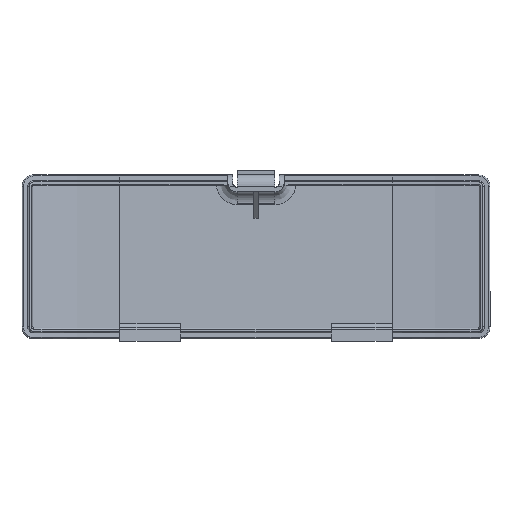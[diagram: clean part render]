
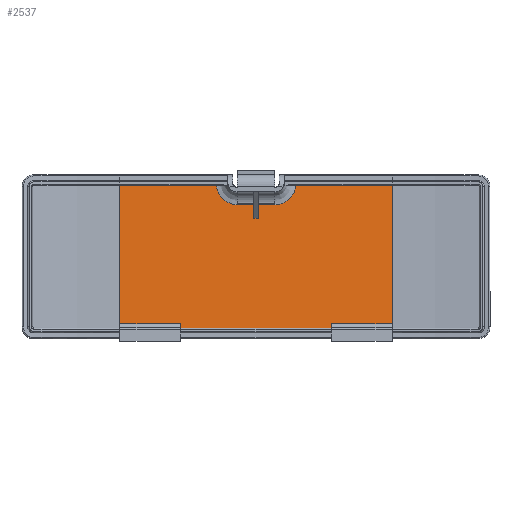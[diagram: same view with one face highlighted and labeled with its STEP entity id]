
A CAD part, top view. The second image highlights one B-rep face of the part: STEP entity #2537.
In plain terms, the highlighted planar face has unit normal (0, 0.088, 0.996).
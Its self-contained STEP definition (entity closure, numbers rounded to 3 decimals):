
#26 = DIRECTION ( 'NONE',  ( 0., -0.996, 0.089 ) ) ;
#40 = VERTEX_POINT ( 'NONE', #3084 ) ;
#186 = DIRECTION ( 'NONE',  ( 0., 0.996, -0.089 ) ) ;
#244 = CARTESIAN_POINT ( 'NONE',  ( -32.218, 82.302, -83.4 ) ) ;
#256 = ORIENTED_EDGE ( 'NONE', *, *, #1290, .F. ) ;
#267 = ORIENTED_EDGE ( 'NONE', *, *, #4479, .T. ) ;
#301 = VECTOR ( 'NONE', #2179, 1000. ) ;
#317 = ORIENTED_EDGE ( 'NONE', *, *, #1410, .T. ) ;
#328 = CARTESIAN_POINT ( 'NONE',  ( 32.218, 82.302, -83.4 ) ) ;
#360 = VECTOR ( 'NONE', #3538, 1000. ) ;
#397 = CARTESIAN_POINT ( 'NONE',  ( -32.218, 84.294, -83.577 ) ) ;
#485 = EDGE_CURVE ( 'NONE', #1636, #1931, #5568, .T. ) ;
#512 = LINE ( 'NONE', #2653, #360 ) ;
#534 = CARTESIAN_POINT ( 'NONE',  ( -1., 135.063, -88.09 ) ) ;
#581 = VERTEX_POINT ( 'NONE', #3787 ) ;
#762 = CARTESIAN_POINT ( 'NONE',  ( 32.218, 84.294, -83.577 ) ) ;
#794 = VECTOR ( 'NONE', #1223, 1000. ) ;
#807 = CARTESIAN_POINT ( 'NONE',  ( -1., 129.2, -87.569 ) ) ;
#831 = ORIENTED_EDGE ( 'NONE', *, *, #5178, .T. ) ;
#871 = VERTEX_POINT ( 'NONE', #2721 ) ;
#1015 = VERTEX_POINT ( 'NONE', #3331 ) ;
#1029 = VERTEX_POINT ( 'NONE', #2853 ) ;
#1038 =( BOUNDED_CURVE ( )  B_SPLINE_CURVE ( 3, ( #3823, #5618, #2437, #1955 ),
 .UNSPECIFIED., .F., .F. ) 
 B_SPLINE_CURVE_WITH_KNOTS ( ( 4, 4 ),
 ( 0., 1.487 ),
 .UNSPECIFIED. ) 
 CURVE ( )  GEOMETRIC_REPRESENTATION_ITEM ( )  RATIONAL_B_SPLINE_CURVE ( ( 1., 0.824, 0.824, 1. ) ) 
 REPRESENTATION_ITEM ( '' )  );
#1220 = ORIENTED_EDGE ( 'NONE', *, *, #5703, .T. ) ;
#1223 = DIRECTION ( 'NONE',  ( 0., 0.996, -0.089 ) ) ;
#1242 = CARTESIAN_POINT ( 'NONE',  ( -1., 135.063, -88.09 ) ) ;
#1279 = EDGE_CURVE ( 'NONE', #3315, #1015, #2610, .T. ) ;
#1290 = EDGE_CURVE ( 'NONE', #5669, #1350, #2191, .T. ) ;
#1331 = DIRECTION ( 'NONE',  ( 0., -0.996, 0.089 ) ) ;
#1350 = VERTEX_POINT ( 'NONE', #3977 ) ;
#1410 = EDGE_CURVE ( 'NONE', #871, #40, #2967, .T. ) ;
#1423 = CARTESIAN_POINT ( 'NONE',  ( -58.218, 82.31, -83.401 ) ) ;
#1431 = ORIENTED_EDGE ( 'NONE', *, *, #3479, .F. ) ;
#1462 = ORIENTED_EDGE ( 'NONE', *, *, #1279, .F. ) ;
#1490 = VECTOR ( 'NONE', #3593, 1000. ) ;
#1578 = VECTOR ( 'NONE', #5464, 1000. ) ;
#1607 = VERTEX_POINT ( 'NONE', #4713 ) ;
#1636 = VERTEX_POINT ( 'NONE', #3831 ) ;
#1731 = EDGE_LOOP ( 'NONE', ( #2110, #4510, #4979, #5623, #4836, #256, #267, #1220, #831, #1462, #5788, #317, #3143, #4484, #1431, #3227 ) ) ;
#1793 = CARTESIAN_POINT ( 'NONE',  ( -58.218, 225.345, -96.115 ) ) ;
#1922 = CARTESIAN_POINT ( 'NONE',  ( 58.218, 143.31, -88.823 ) ) ;
#1931 = VERTEX_POINT ( 'NONE', #5759 ) ;
#1943 = VECTOR ( 'NONE', #3553, 1000. ) ;
#1955 = CARTESIAN_POINT ( 'NONE',  ( -16.968, 143.31, -88.823 ) ) ;
#1998 = VECTOR ( 'NONE', #2144, 1000. ) ;
#2033 = CARTESIAN_POINT ( 'NONE',  ( -8., 135.063, -88.09 ) ) ;
#2110 = ORIENTED_EDGE ( 'NONE', *, *, #2257, .F. ) ;
#2144 = DIRECTION ( 'NONE',  ( 1., 0., 0. ) ) ;
#2169 = AXIS2_PLACEMENT_3D ( 'NONE', #3001, #3960, #2515 ) ;
#2179 = DIRECTION ( 'NONE',  ( 1., 0., 0. ) ) ;
#2191 = LINE ( 'NONE', #3039, #301 ) ;
#2257 = EDGE_CURVE ( 'NONE', #1029, #1607, #4685, .T. ) ;
#2293 = EDGE_CURVE ( 'NONE', #5036, #4683, #4121, .T. ) ;
#2437 = CARTESIAN_POINT ( 'NONE',  ( -16.556, 138.399, -88.387 ) ) ;
#2470 = VECTOR ( 'NONE', #2715, 1000. ) ;
#2484 = EDGE_CURVE ( 'NONE', #1350, #581, #3038, .T. ) ;
#2515 = DIRECTION ( 'NONE',  ( 0., 0.996, -0.089 ) ) ;
#2536 = PLANE ( 'NONE',  #2169 ) ;
#2537 = ADVANCED_FACE ( 'NONE', ( #5181 ), #2536, .F. ) ;
#2610 = LINE ( 'NONE', #4897, #4276 ) ;
#2653 = CARTESIAN_POINT ( 'NONE',  ( -8., 135.063, -88.09 ) ) ;
#2715 = DIRECTION ( 'NONE',  ( 1., 0., 0. ) ) ;
#2721 = CARTESIAN_POINT ( 'NONE',  ( -58.218, 84.294, -83.577 ) ) ;
#2728 = CARTESIAN_POINT ( 'NONE',  ( 16.556, 138.399, -88.387 ) ) ;
#2853 = CARTESIAN_POINT ( 'NONE',  ( 58.218, 143.31, -88.823 ) ) ;
#2864 = LINE ( 'NONE', #4011, #1490 ) ;
#2882 = LINE ( 'NONE', #1793, #1578 ) ;
#2886 = VECTOR ( 'NONE', #1331, 1000. ) ;
#2967 = LINE ( 'NONE', #397, #2470 ) ;
#3001 = CARTESIAN_POINT ( 'NONE',  ( -500000., 3.9, -76.431 ) ) ;
#3038 = LINE ( 'NONE', #5239, #5766 ) ;
#3039 = CARTESIAN_POINT ( 'NONE',  ( -1., 129.2, -87.569 ) ) ;
#3070 = EDGE_CURVE ( 'NONE', #1636, #1029, #3099, .T. ) ;
#3084 = CARTESIAN_POINT ( 'NONE',  ( -32.218, 84.294, -83.577 ) ) ;
#3099 = LINE ( 'NONE', #1922, #3883 ) ;
#3143 = ORIENTED_EDGE ( 'NONE', *, *, #3718, .F. ) ;
#3215 = VERTEX_POINT ( 'NONE', #2033 ) ;
#3227 = ORIENTED_EDGE ( 'NONE', *, *, #5916, .T. ) ;
#3252 = CARTESIAN_POINT ( 'NONE',  ( 12.928, 135.063, -88.09 ) ) ;
#3315 = VERTEX_POINT ( 'NONE', #4347 ) ;
#3331 = CARTESIAN_POINT ( 'NONE',  ( -16.968, 143.31, -88.823 ) ) ;
#3453 = VECTOR ( 'NONE', #26, 1000. ) ;
#3479 = EDGE_CURVE ( 'NONE', #4361, #5036, #5757, .T. ) ;
#3538 = DIRECTION ( 'NONE',  ( -1., 0., 0. ) ) ;
#3553 = DIRECTION ( 'NONE',  ( 0., 0.996, -0.089 ) ) ;
#3593 = DIRECTION ( 'NONE',  ( -1., 0., 0. ) ) ;
#3718 = EDGE_CURVE ( 'NONE', #4683, #40, #5470, .T. ) ;
#3787 = CARTESIAN_POINT ( 'NONE',  ( 1., 135.063, -88.09 ) ) ;
#3823 = CARTESIAN_POINT ( 'NONE',  ( -8., 135.063, -88.09 ) ) ;
#3831 = CARTESIAN_POINT ( 'NONE',  ( 16.968, 143.31, -88.823 ) ) ;
#3883 = VECTOR ( 'NONE', #5597, 1000. ) ;
#3960 = DIRECTION ( 'NONE',  ( 0., -0.089, -0.996 ) ) ;
#3977 = CARTESIAN_POINT ( 'NONE',  ( 1., 129.2, -87.569 ) ) ;
#3980 = EDGE_CURVE ( 'NONE', #871, #3315, #2882, .T. ) ;
#4011 = CARTESIAN_POINT ( 'NONE',  ( -8., 135.063, -88.09 ) ) ;
#4014 = EDGE_CURVE ( 'NONE', #1931, #581, #512, .T. ) ;
#4016 = DIRECTION ( 'NONE',  ( 1., 0., 0. ) ) ;
#4121 = LINE ( 'NONE', #1423, #5254 ) ;
#4237 = DIRECTION ( 'NONE',  ( -1., 0., 0. ) ) ;
#4276 = VECTOR ( 'NONE', #4016, 1000. ) ;
#4347 = CARTESIAN_POINT ( 'NONE',  ( -58.218, 143.31, -88.823 ) ) ;
#4361 = VERTEX_POINT ( 'NONE', #762 ) ;
#4434 = CARTESIAN_POINT ( 'NONE',  ( 58.218, 84.294, -83.577 ) ) ;
#4463 = LINE ( 'NONE', #1242, #1943 ) ;
#4479 = EDGE_CURVE ( 'NONE', #5669, #5187, #4463, .T. ) ;
#4484 = ORIENTED_EDGE ( 'NONE', *, *, #2293, .F. ) ;
#4510 = ORIENTED_EDGE ( 'NONE', *, *, #3070, .F. ) ;
#4588 = LINE ( 'NONE', #4434, #1998 ) ;
#4683 = VERTEX_POINT ( 'NONE', #5696 ) ;
#4685 = LINE ( 'NONE', #4986, #2886 ) ;
#4713 = CARTESIAN_POINT ( 'NONE',  ( 58.218, 84.294, -83.577 ) ) ;
#4836 = ORIENTED_EDGE ( 'NONE', *, *, #2484, .F. ) ;
#4897 = CARTESIAN_POINT ( 'NONE',  ( -12., 143.31, -88.823 ) ) ;
#4979 = ORIENTED_EDGE ( 'NONE', *, *, #485, .T. ) ;
#4986 = CARTESIAN_POINT ( 'NONE',  ( 58.218, 225.345, -96.115 ) ) ;
#5009 = CARTESIAN_POINT ( 'NONE',  ( 8., 135.063, -88.09 ) ) ;
#5036 = VERTEX_POINT ( 'NONE', #5947 ) ;
#5178 = EDGE_CURVE ( 'NONE', #3215, #1015, #1038, .T. ) ;
#5181 = FACE_OUTER_BOUND ( 'NONE', #1731, .T. ) ;
#5187 = VERTEX_POINT ( 'NONE', #534 ) ;
#5239 = CARTESIAN_POINT ( 'NONE',  ( 1., 135.063, -88.09 ) ) ;
#5254 = VECTOR ( 'NONE', #4237, 1000. ) ;
#5464 = DIRECTION ( 'NONE',  ( 0., 0.996, -0.089 ) ) ;
#5470 = LINE ( 'NONE', #244, #794 ) ;
#5538 = CARTESIAN_POINT ( 'NONE',  ( 16.968, 143.31, -88.823 ) ) ;
#5568 =( BOUNDED_CURVE ( )  B_SPLINE_CURVE ( 3, ( #5538, #2728, #3252, #5009 ),
 .UNSPECIFIED., .F., .F. ) 
 B_SPLINE_CURVE_WITH_KNOTS ( ( 4, 4 ),
 ( 4.796, 6.283 ),
 .UNSPECIFIED. ) 
 CURVE ( )  GEOMETRIC_REPRESENTATION_ITEM ( )  RATIONAL_B_SPLINE_CURVE ( ( 1., 0.824, 0.824, 1. ) ) 
 REPRESENTATION_ITEM ( '' )  );
#5597 = DIRECTION ( 'NONE',  ( 1., 0., 0. ) ) ;
#5618 = CARTESIAN_POINT ( 'NONE',  ( -12.928, 135.063, -88.09 ) ) ;
#5623 = ORIENTED_EDGE ( 'NONE', *, *, #4014, .T. ) ;
#5669 = VERTEX_POINT ( 'NONE', #807 ) ;
#5696 = CARTESIAN_POINT ( 'NONE',  ( -32.218, 82.31, -83.401 ) ) ;
#5703 = EDGE_CURVE ( 'NONE', #5187, #3215, #2864, .T. ) ;
#5757 = LINE ( 'NONE', #328, #3453 ) ;
#5759 = CARTESIAN_POINT ( 'NONE',  ( 8., 135.063, -88.09 ) ) ;
#5766 = VECTOR ( 'NONE', #186, 1000. ) ;
#5788 = ORIENTED_EDGE ( 'NONE', *, *, #3980, .F. ) ;
#5916 = EDGE_CURVE ( 'NONE', #4361, #1607, #4588, .T. ) ;
#5947 = CARTESIAN_POINT ( 'NONE',  ( 32.218, 82.31, -83.401 ) ) ;
